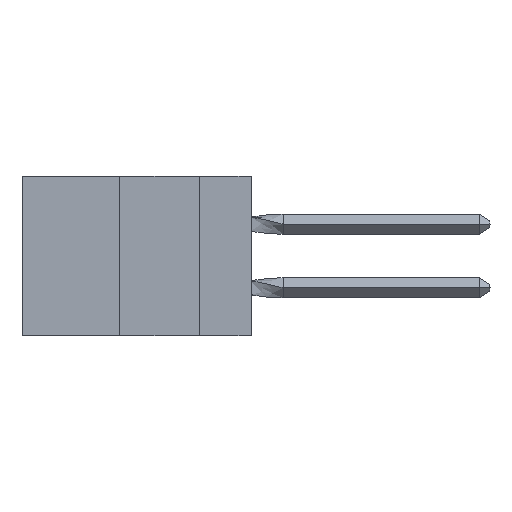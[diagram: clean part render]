
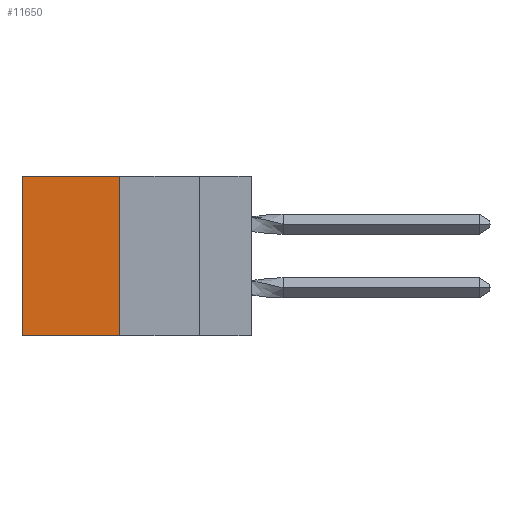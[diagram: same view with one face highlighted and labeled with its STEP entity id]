
A CAD part, left-side view. The second image highlights one B-rep face of the part: STEP entity #11650.
In plain terms, the highlighted planar face has unit normal (-1, 0, 0).
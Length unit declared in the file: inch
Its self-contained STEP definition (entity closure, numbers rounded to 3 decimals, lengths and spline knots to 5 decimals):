
#281 = FACE_OUTER_BOUND ( 'NONE', #5244, .T. ) ;
#338 = LINE ( 'NONE', #663, #2856 ) ;
#629 = LINE ( 'NONE', #1307, #7018 ) ;
#663 = CARTESIAN_POINT ( 'NONE',  ( 0.305, 0.413, 0. ) ) ;
#895 = ORIENTED_EDGE ( 'NONE', *, *, #8207, .F. ) ;
#1001 = CARTESIAN_POINT ( 'NONE',  ( 0.305, 0.413, -0.5 ) ) ;
#1307 = CARTESIAN_POINT ( 'NONE',  ( 0.305, 0.72, -0.5 ) ) ;
#1402 = VERTEX_POINT ( 'NONE', #11580 ) ;
#1511 = ORIENTED_EDGE ( 'NONE', *, *, #8221, .F. ) ;
#2777 = VERTEX_POINT ( 'NONE', #7551 ) ;
#2856 = VECTOR ( 'NONE', #2879, 39.37008 ) ;
#2879 = DIRECTION ( 'NONE',  ( 0., 1., 0. ) ) ;
#3751 = CARTESIAN_POINT ( 'NONE',  ( 0.305, 0.72, -0.5 ) ) ;
#3871 = VECTOR ( 'NONE', #8523, 39.37008 ) ;
#4186 = DIRECTION ( 'NONE',  ( 0., 0., -1. ) ) ;
#5171 = CARTESIAN_POINT ( 'NONE',  ( 0.305, 0.413, -0.5 ) ) ;
#5244 = EDGE_LOOP ( 'NONE', ( #10636, #1511, #895, #6779 ) ) ;
#5700 = EDGE_CURVE ( 'NONE', #6570, #10433, #629, .T. ) ;
#6337 = CARTESIAN_POINT ( 'NONE',  ( 0.305, 0.413, -0.5 ) ) ;
#6456 = AXIS2_PLACEMENT_3D ( 'NONE', #5171, #7473, #4186 ) ;
#6570 = VERTEX_POINT ( 'NONE', #8650 ) ;
#6712 = DIRECTION ( 'NONE',  ( 0., 0., -1. ) ) ;
#6747 = LINE ( 'NONE', #6337, #10075 ) ;
#6779 = ORIENTED_EDGE ( 'NONE', *, *, #8706, .T. ) ;
#7018 = VECTOR ( 'NONE', #6712, 39.37008 ) ;
#7473 = DIRECTION ( 'NONE',  ( 1., 0., 0. ) ) ;
#7551 = CARTESIAN_POINT ( 'NONE',  ( 0.305, 0.413, -0.5 ) ) ;
#8207 = EDGE_CURVE ( 'NONE', #1402, #2777, #6747, .T. ) ;
#8221 = EDGE_CURVE ( 'NONE', #2777, #10433, #8242, .T. ) ;
#8242 = LINE ( 'NONE', #1001, #3871 ) ;
#8480 = DIRECTION ( 'NONE',  ( 0., 0., -1. ) ) ;
#8523 = DIRECTION ( 'NONE',  ( 0., 1., 0. ) ) ;
#8650 = CARTESIAN_POINT ( 'NONE',  ( 0.305, 0.72, 0. ) ) ;
#8706 = EDGE_CURVE ( 'NONE', #1402, #6570, #338, .T. ) ;
#10075 = VECTOR ( 'NONE', #8480, 39.37008 ) ;
#10433 = VERTEX_POINT ( 'NONE', #3751 ) ;
#10636 = ORIENTED_EDGE ( 'NONE', *, *, #5700, .T. ) ;
#11580 = CARTESIAN_POINT ( 'NONE',  ( 0.305, 0.413, 0. ) ) ;
#11650 = ADVANCED_FACE ( 'NONE', ( #281 ), #12795, .F. ) ;
#12795 = PLANE ( 'NONE',  #6456 ) ;
